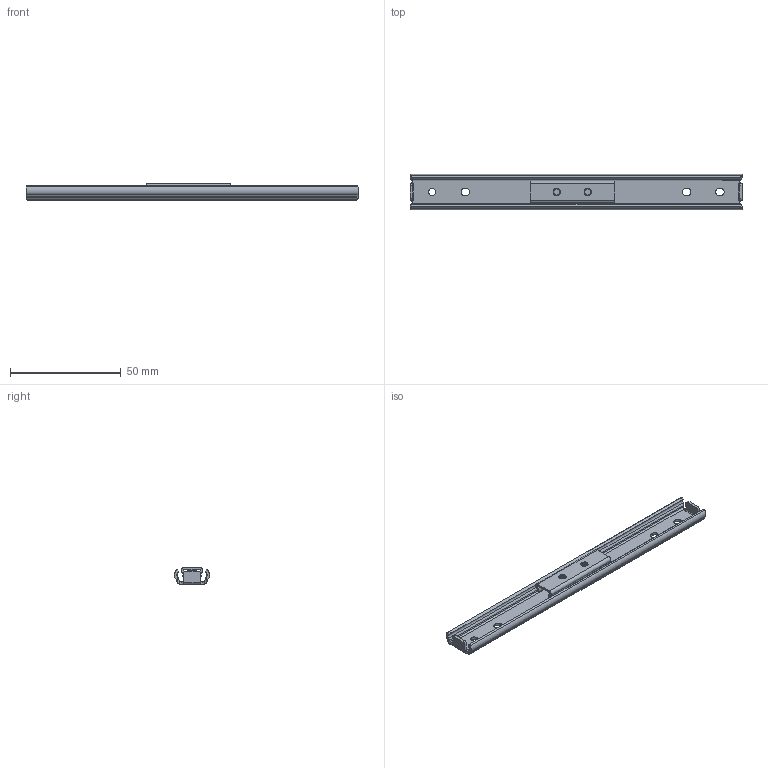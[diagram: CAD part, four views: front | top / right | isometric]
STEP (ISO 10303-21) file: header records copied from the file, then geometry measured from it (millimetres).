
FILE_DESCRIPTION (( 'STEP AP203' ), '1' );
FILE_NAME ('U1611-150.STEP', '2020-06-03T01:40:22', ( '' ), ( '' ), 'SwSTEP 2.0', 'SolidWorks 2019', '' );
FILE_SCHEMA (( 'CONFIG_CONTROL_DESIGN' ));
Length unit declared in the file: millimetre
Products named in the file (3): U1611-150; U1611-150 IM; U1611-150 OM
Assembly tree (2 placements, depth 2):
  U1611-150
    U1611-150 OM
    U1611-150 IM
Bounding box: 150 x 16 x 7.5 mm (x, y, z)
Volume: 4962 mm3; surface area: 9124 mm2
Topology: 2 solids, 2 shells, 137 faces, 383 edges, 252 vertices
Faces by surface type: cylinder 75, plane 44, torus 12, bspline 6
Entity records: 6672 total; most frequent: CARTESIAN_POINT 2993, ORIENTED_EDGE 766, DIRECTION 663, EDGE_CURVE 383, AXIS2_PLACEMENT_3D 254, VERTEX_POINT 252, LINE 155, VECTOR 155
